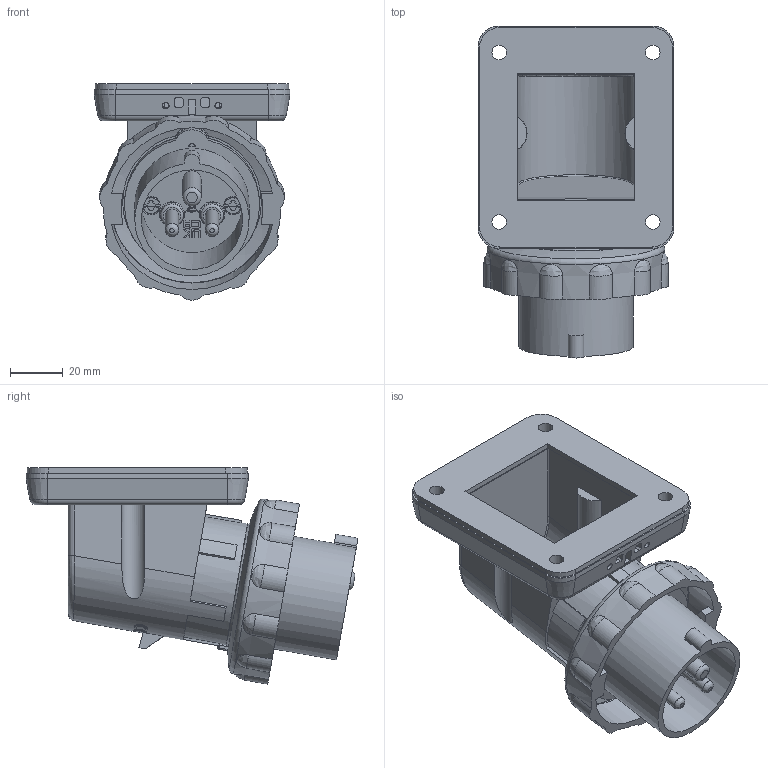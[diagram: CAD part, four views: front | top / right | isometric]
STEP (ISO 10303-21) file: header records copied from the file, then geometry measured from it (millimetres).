
FILE_DESCRIPTION(/* description */ (''),/* implementation_level */ '2;1');
FILE_NAME(/* name */ '2614.stp',/* time_stamp */ '2023-09-01T12:06:37+02:00',/* author */ ('massmann'),/* organization */ (''),/* preprocessor_version */ 'ST-DEVELOPER v17',/* originating_system */ 'Autodesk Inventor 2018',/* authorisation */ '');
FILE_SCHEMA (('AUTOMOTIVE_DESIGN { 1 0 10303 214 3 1 1 }'));
Length unit declared in the file: millimetre
Products named in the file (1): 2614
Bounding box: 74 x 125.33 x 81.69 mm (x, y, z)
Volume: 122458.8 mm3; surface area: 72741.1 mm2
Topology: 1 solids, 18 shells, 614 faces, 1618 edges, 1075 vertices
Faces by surface type: plane 442, cylinder 111, bspline 33, torus 17, cone 11
Full cylindrical faces by diameter (mm): 0.316 x1, 0.507 x1, 2.5 x2, 5 x2, 5.5 x4, 7 x2, 7.1 x2, 7.2 x1, 38.2 x1, 43.2 x1, 62 x1, 67 x1
Entity records: 21372 total; most frequent: CARTESIAN_POINT 5510, ORIENTED_EDGE 3236, DIRECTION 2987, EDGE_CURVE 1618, LINE 1129, VECTOR 1129, VERTEX_POINT 1075, AXIS2_PLACEMENT_3D 929
